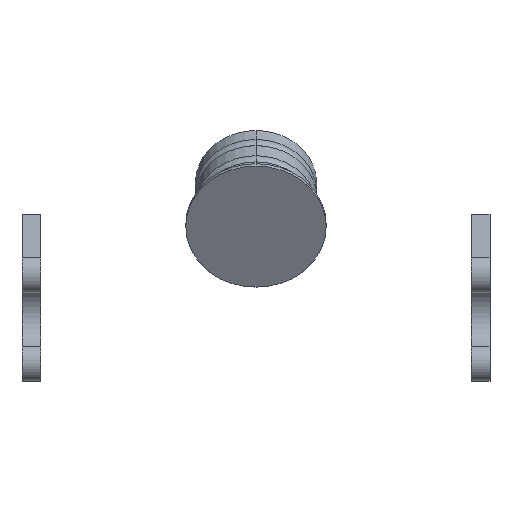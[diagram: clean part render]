
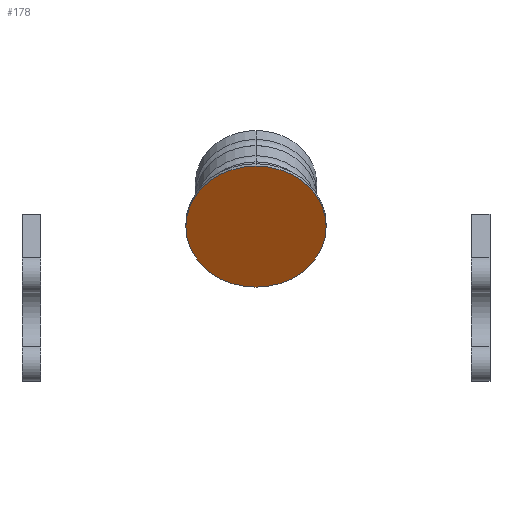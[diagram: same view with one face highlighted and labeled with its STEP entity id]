
A CAD part, front view. The second image highlights one B-rep face of the part: STEP entity #178.
In plain terms, the highlighted planar face has unit normal (0, -0.862, -0.507).
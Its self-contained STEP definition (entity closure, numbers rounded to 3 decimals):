
#54 = CARTESIAN_POINT ( 'NONE',  ( 0., 36.881, 13.572 ) ) ;
#153 = DIRECTION ( 'NONE',  ( 0., 0.507, -0.862 ) ) ;
#174 = FACE_OUTER_BOUND ( 'NONE', #1427, .T. ) ;
#178 = ADVANCED_FACE ( 'NONE', ( #174 ), #1673, .T. ) ;
#358 = ORIENTED_EDGE ( 'NONE', *, *, #1906, .F. ) ;
#458 = CIRCLE ( 'NONE', #746, 15. ) ;
#477 = AXIS2_PLACEMENT_3D ( 'NONE', #888, #1674, #153 ) ;
#498 = DIRECTION ( 'NONE',  ( 0., 0.507, -0.862 ) ) ;
#630 = AXIS2_PLACEMENT_3D ( 'NONE', #54, #640, #1528 ) ;
#640 = DIRECTION ( 'NONE',  ( 0., -0.862, -0.507 ) ) ;
#679 = DIRECTION ( 'NONE',  ( 0., 0.862, 0.507 ) ) ;
#746 = AXIS2_PLACEMENT_3D ( 'NONE', #1685, #679, #498 ) ;
#888 = CARTESIAN_POINT ( 'NONE',  ( 0., 33.332, 19.606 ) ) ;
#1156 = ORIENTED_EDGE ( 'NONE', *, *, #1179, .F. ) ;
#1179 = EDGE_CURVE ( 'NONE', #1314, #1269, #1643, .T. ) ;
#1269 = VERTEX_POINT ( 'NONE', #1714 ) ;
#1314 = VERTEX_POINT ( 'NONE', #1691 ) ;
#1427 = EDGE_LOOP ( 'NONE', ( #1156, #358 ) ) ;
#1528 = DIRECTION ( 'NONE',  ( 0., 0.507, -0.862 ) ) ;
#1643 = CIRCLE ( 'NONE', #477, 15. ) ;
#1673 = PLANE ( 'NONE',  #630 ) ;
#1674 = DIRECTION ( 'NONE',  ( 0., 0.862, 0.507 ) ) ;
#1685 = CARTESIAN_POINT ( 'NONE',  ( 0., 33.332, 19.606 ) ) ;
#1691 = CARTESIAN_POINT ( 'NONE',  ( 0., 40.937, 6.676 ) ) ;
#1714 = CARTESIAN_POINT ( 'NONE',  ( 0., 25.728, 32.535 ) ) ;
#1906 = EDGE_CURVE ( 'NONE', #1269, #1314, #458, .T. ) ;
